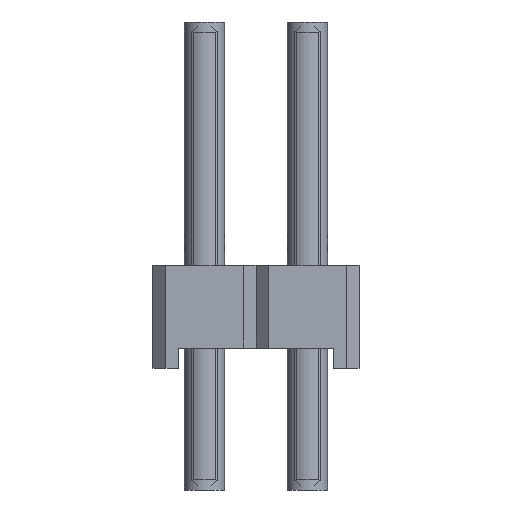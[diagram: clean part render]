
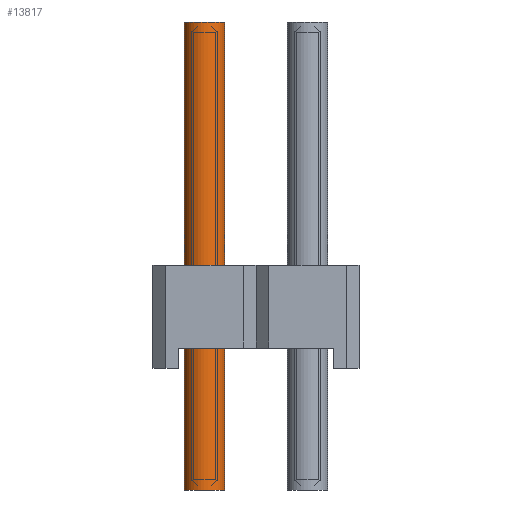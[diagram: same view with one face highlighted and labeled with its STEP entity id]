
A CAD part, left-side view. The second image highlights one B-rep face of the part: STEP entity #13817.
In plain terms, the highlighted cylindrical face has radius 0.5 mm (diameter 1 mm), a full revolution.
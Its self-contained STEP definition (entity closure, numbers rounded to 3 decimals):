
#263=CIRCLE('',#14562,0.5);
#264=CIRCLE('',#14563,0.5);
#756=CYLINDRICAL_SURFACE('',#14561,0.5);
#1109=ORIENTED_EDGE('',*,*,#5191,.F.);
#1110=ORIENTED_EDGE('',*,*,#5192,.T.);
#5191=EDGE_CURVE('',#7241,#7241,#263,.T.);
#5192=EDGE_CURVE('',#7242,#7242,#264,.T.);
#7241=VERTEX_POINT('',#19954);
#7242=VERTEX_POINT('',#19956);
#11741=EDGE_LOOP('',(#1109));
#11742=EDGE_LOOP('',(#1110));
#12555=FACE_BOUND('',#11741,.T.);
#12556=FACE_BOUND('',#11742,.T.);
#13817=ADVANCED_FACE('',(#12555,#12556),#756,.F.);
#14561=AXIS2_PLACEMENT_3D('',#19952,#15881,#15882);
#14562=AXIS2_PLACEMENT_3D('',#19953,#15883,#15884);
#14563=AXIS2_PLACEMENT_3D('',#19955,#15885,#15886);
#15881=DIRECTION('',(0.,0.,1.));
#15882=DIRECTION('',(1.,0.,0.));
#15883=DIRECTION('',(0.,0.,-1.));
#15884=DIRECTION('',(1.,0.,0.));
#15885=DIRECTION('',(0.,0.,-1.));
#15886=DIRECTION('',(1.,0.,0.));
#19952=CARTESIAN_POINT('',(0.,0.,0.));
#19953=CARTESIAN_POINT('',(0.,0.,11.54));
#19954=CARTESIAN_POINT('',(0.5,0.,11.54));
#19955=CARTESIAN_POINT('',(0.,0.,0.));
#19956=CARTESIAN_POINT('',(0.5,0.,0.));
